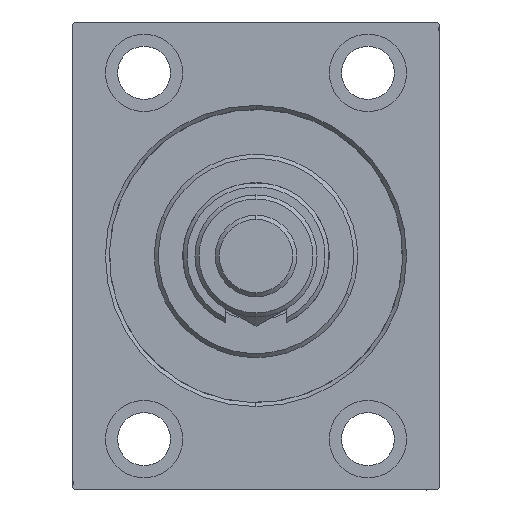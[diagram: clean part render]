
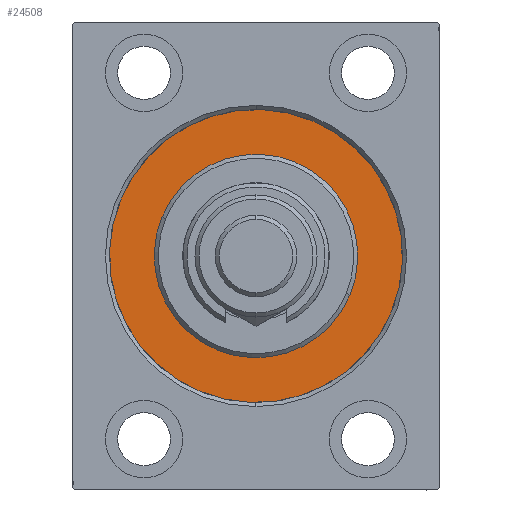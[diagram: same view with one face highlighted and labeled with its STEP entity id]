
A CAD part, left-side view. The second image highlights one B-rep face of the part: STEP entity #24508.
In plain terms, the highlighted face is planar.
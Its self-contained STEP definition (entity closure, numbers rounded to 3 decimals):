
#1454 = DIRECTION ( 'NONE',  ( 1., 0., 0. ) ) ;
#2460 = DIRECTION ( 'NONE',  ( 0., 0., 1. ) ) ;
#2491 = VERTEX_POINT ( 'NONE', #8370 ) ;
#2535 = CARTESIAN_POINT ( 'NONE',  ( 0., 0., 0. ) ) ;
#2695 = DIRECTION ( 'NONE',  ( -1., 0., 0. ) ) ;
#3170 = EDGE_LOOP ( 'NONE', ( #44785, #32557 ) ) ;
#8370 = CARTESIAN_POINT ( 'NONE',  ( 0., 0., -25. ) ) ;
#10778 = EDGE_CURVE ( 'NONE', #17290, #2491, #21604, .T. ) ;
#12965 = FACE_OUTER_BOUND ( 'NONE', #31648, .T. ) ;
#13117 = AXIS2_PLACEMENT_3D ( 'NONE', #2535, #27616, #34469 ) ;
#13962 = CARTESIAN_POINT ( 'NONE',  ( 0., 0., 0. ) ) ;
#14629 = DIRECTION ( 'NONE',  ( 1., 0., 0. ) ) ;
#14959 = CARTESIAN_POINT ( 'NONE',  ( 0., 0., -36. ) ) ;
#16130 = DIRECTION ( 'NONE',  ( 0., 0., -1. ) ) ;
#17290 = VERTEX_POINT ( 'NONE', #32154 ) ;
#18874 = AXIS2_PLACEMENT_3D ( 'NONE', #13962, #25304, #46328 ) ;
#19650 = CARTESIAN_POINT ( 'NONE',  ( 0., 0., 36. ) ) ;
#20225 = ORIENTED_EDGE ( 'NONE', *, *, #36183, .F. ) ;
#21604 = CIRCLE ( 'NONE', #37461, 25. ) ;
#22110 = VERTEX_POINT ( 'NONE', #19650 ) ;
#23378 = PLANE ( 'NONE',  #13117 ) ;
#23996 = CIRCLE ( 'NONE', #30061, 36. ) ;
#24081 = CIRCLE ( 'NONE', #32385, 25. ) ;
#24085 = VERTEX_POINT ( 'NONE', #14959 ) ;
#24508 = ADVANCED_FACE ( 'NONE', ( #27162, #12965 ), #23378, .F. ) ;
#25304 = DIRECTION ( 'NONE',  ( -1., 0., 0. ) ) ;
#25644 = CIRCLE ( 'NONE', #18874, 36. ) ;
#27162 = FACE_BOUND ( 'NONE', #3170, .T. ) ;
#27545 = CARTESIAN_POINT ( 'NONE',  ( 0., 0., 0. ) ) ;
#27616 = DIRECTION ( 'NONE',  ( -1., 0., 0. ) ) ;
#30061 = AXIS2_PLACEMENT_3D ( 'NONE', #27545, #2695, #2460 ) ;
#31648 = EDGE_LOOP ( 'NONE', ( #20225, #40783 ) ) ;
#32154 = CARTESIAN_POINT ( 'NONE',  ( 0., 0., 25. ) ) ;
#32385 = AXIS2_PLACEMENT_3D ( 'NONE', #33834, #1454, #16130 ) ;
#32557 = ORIENTED_EDGE ( 'NONE', *, *, #45398, .F. ) ;
#32573 = CARTESIAN_POINT ( 'NONE',  ( 0., 0., 0. ) ) ;
#33834 = CARTESIAN_POINT ( 'NONE',  ( 0., 0., 0. ) ) ;
#34469 = DIRECTION ( 'NONE',  ( 0., 0., 1. ) ) ;
#36183 = EDGE_CURVE ( 'NONE', #24085, #22110, #23996, .T. ) ;
#37290 = DIRECTION ( 'NONE',  ( 0., 0., -1. ) ) ;
#37461 = AXIS2_PLACEMENT_3D ( 'NONE', #32573, #14629, #37290 ) ;
#40783 = ORIENTED_EDGE ( 'NONE', *, *, #41282, .F. ) ;
#41282 = EDGE_CURVE ( 'NONE', #22110, #24085, #25644, .T. ) ;
#44785 = ORIENTED_EDGE ( 'NONE', *, *, #10778, .F. ) ;
#45398 = EDGE_CURVE ( 'NONE', #2491, #17290, #24081, .T. ) ;
#46328 = DIRECTION ( 'NONE',  ( 0., 0., 1. ) ) ;
